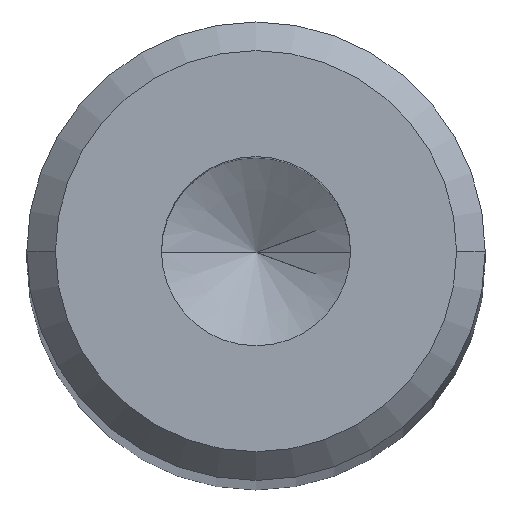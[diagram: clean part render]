
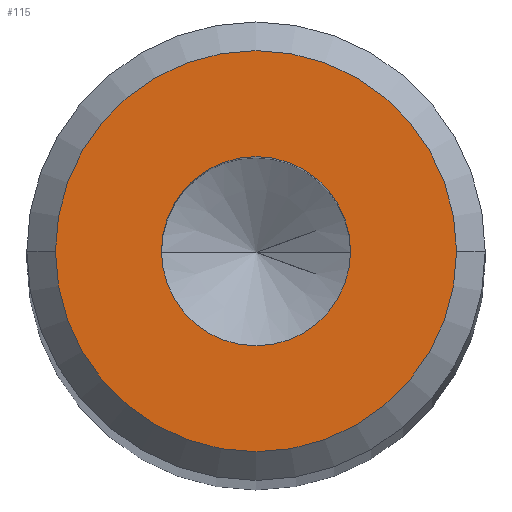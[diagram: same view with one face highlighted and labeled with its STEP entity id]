
A CAD part, top view. The second image highlights one B-rep face of the part: STEP entity #115.
In plain terms, the highlighted planar face has unit normal (0, 0, 1).
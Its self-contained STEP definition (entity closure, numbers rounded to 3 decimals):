
#14 = DIRECTION ( 'NONE',  ( 1., 0., 0. ) ) ;
#36 = CARTESIAN_POINT ( 'NONE',  ( 0., 0., 96. ) ) ;
#45 = ORIENTED_EDGE ( 'NONE', *, *, #335, .F. ) ;
#49 = DIRECTION ( 'NONE',  ( 0., 0., 1. ) ) ;
#87 = DIRECTION ( 'NONE',  ( 1., 0., 0. ) ) ;
#94 = CIRCLE ( 'NONE', #404, 3.5 ) ;
#115 = ADVANCED_FACE ( 'NONE', ( #141, #328 ), #478, .T. ) ;
#134 = DIRECTION ( 'NONE',  ( 1., 0., 0. ) ) ;
#141 = FACE_BOUND ( 'NONE', #263, .T. ) ;
#155 = EDGE_CURVE ( 'NONE', #290, #497, #334, .T. ) ;
#157 = CARTESIAN_POINT ( 'NONE',  ( 0., 0., 96. ) ) ;
#167 = EDGE_LOOP ( 'NONE', ( #189, #181 ) ) ;
#174 = EDGE_CURVE ( 'NONE', #480, #330, #441, .T. ) ;
#177 = DIRECTION ( 'NONE',  ( 0., 0., 1. ) ) ;
#180 = CARTESIAN_POINT ( 'NONE',  ( 0., 0., 96. ) ) ;
#181 = ORIENTED_EDGE ( 'NONE', *, *, #434, .T. ) ;
#189 = ORIENTED_EDGE ( 'NONE', *, *, #174, .T. ) ;
#209 = DIRECTION ( 'NONE',  ( 1., 0., 0. ) ) ;
#218 = AXIS2_PLACEMENT_3D ( 'NONE', #157, #308, #14 ) ;
#234 = CARTESIAN_POINT ( 'NONE',  ( 0., 0., 96. ) ) ;
#238 = DIRECTION ( 'NONE',  ( 0., 0., 1. ) ) ;
#263 = EDGE_LOOP ( 'NONE', ( #460, #45 ) ) ;
#279 = CARTESIAN_POINT ( 'NONE',  ( 0., 0., 96. ) ) ;
#290 = VERTEX_POINT ( 'NONE', #373 ) ;
#295 = AXIS2_PLACEMENT_3D ( 'NONE', #180, #177, #134 ) ;
#299 = DIRECTION ( 'NONE',  ( 0., 0., 1. ) ) ;
#308 = DIRECTION ( 'NONE',  ( 0., 0., 1. ) ) ;
#309 = DIRECTION ( 'NONE',  ( 1., 0., 0. ) ) ;
#328 = FACE_OUTER_BOUND ( 'NONE', #167, .T. ) ;
#330 = VERTEX_POINT ( 'NONE', #462 ) ;
#334 = CIRCLE ( 'NONE', #465, 1.65 ) ;
#335 = EDGE_CURVE ( 'NONE', #497, #290, #357, .T. ) ;
#351 = CARTESIAN_POINT ( 'NONE',  ( -1.65, 0., 96. ) ) ;
#357 = CIRCLE ( 'NONE', #437, 1.65 ) ;
#373 = CARTESIAN_POINT ( 'NONE',  ( 1.65, 0., 96. ) ) ;
#404 = AXIS2_PLACEMENT_3D ( 'NONE', #279, #49, #309 ) ;
#434 = EDGE_CURVE ( 'NONE', #330, #480, #94, .T. ) ;
#437 = AXIS2_PLACEMENT_3D ( 'NONE', #36, #299, #87 ) ;
#441 = CIRCLE ( 'NONE', #295, 3.5 ) ;
#460 = ORIENTED_EDGE ( 'NONE', *, *, #155, .F. ) ;
#462 = CARTESIAN_POINT ( 'NONE',  ( 3.5, 0., 96. ) ) ;
#465 = AXIS2_PLACEMENT_3D ( 'NONE', #234, #238, #209 ) ;
#476 = CARTESIAN_POINT ( 'NONE',  ( -3.5, 0., 96. ) ) ;
#478 = PLANE ( 'NONE',  #218 ) ;
#480 = VERTEX_POINT ( 'NONE', #476 ) ;
#497 = VERTEX_POINT ( 'NONE', #351 ) ;
